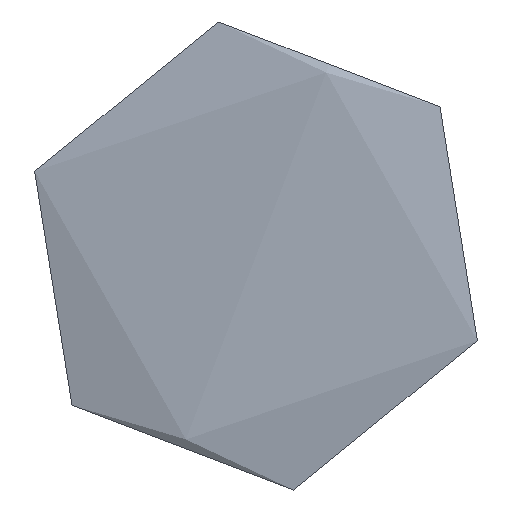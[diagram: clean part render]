
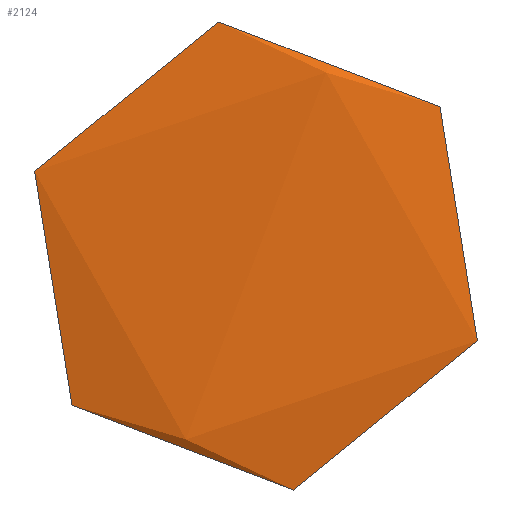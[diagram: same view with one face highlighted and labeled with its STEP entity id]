
A CAD part, left-side view. The second image highlights one B-rep face of the part: STEP entity #2124.
In plain terms, the highlighted free-form (B-spline) face has degree [1, 2] with [2, 9] control points.
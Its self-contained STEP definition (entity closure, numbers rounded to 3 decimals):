
#1626 = VERTEX_POINT('',#1627);
#1627 = CARTESIAN_POINT('',(35.,3.992,20.207));
#1632 = EDGE_CURVE('',#1633,#1626,#1635,.T.);
#1633 = VERTEX_POINT('',#1634);
#1634 = CARTESIAN_POINT('',(35.,3.992,-20.207));
#1635 = ( BOUNDED_CURVE() B_SPLINE_CURVE(2,(#1636,#1637,#1638),
.UNSPECIFIED.,.F.,.F.) B_SPLINE_CURVE_WITH_KNOTS((3,3),(
0.015,4.11),.PIECEWISE_BEZIER_KNOTS.) CURVE() 
GEOMETRIC_REPRESENTATION_ITEM() RATIONAL_B_SPLINE_CURVE((1.001,
1.156,1.001)) REPRESENTATION_ITEM('') );
#1636 = CARTESIAN_POINT('',(35.,3.992,-20.207));
#1637 = CARTESIAN_POINT('',(35.,-1.841,0.));
#1638 = CARTESIAN_POINT('',(35.,3.992,20.207));
#1662 = EDGE_CURVE('',#1663,#1633,#1665,.T.);
#1663 = VERTEX_POINT('',#1664);
#1664 = CARTESIAN_POINT('',(0.,3.992,
    -40.415));
#1665 = ( BOUNDED_CURVE() B_SPLINE_CURVE(2,(#1666,#1667,#1668),
.UNSPECIFIED.,.F.,.F.) B_SPLINE_CURVE_WITH_KNOTS((3,3),(
0.015,4.11),.PIECEWISE_BEZIER_KNOTS.) CURVE() 
GEOMETRIC_REPRESENTATION_ITEM() RATIONAL_B_SPLINE_CURVE((1.001,
1.156,1.001)) REPRESENTATION_ITEM('') );
#1666 = CARTESIAN_POINT('',(0.,3.992,
    -40.415));
#1667 = CARTESIAN_POINT('',(17.5,-1.841,
    -30.311));
#1668 = CARTESIAN_POINT('',(35.,3.992,-20.207));
#1692 = EDGE_CURVE('',#1693,#1663,#1695,.T.);
#1693 = VERTEX_POINT('',#1694);
#1694 = CARTESIAN_POINT('',(-35.,3.992,-20.207));
#1695 = ( BOUNDED_CURVE() B_SPLINE_CURVE(2,(#1696,#1697,#1698),
.UNSPECIFIED.,.F.,.F.) B_SPLINE_CURVE_WITH_KNOTS((3,3),(
0.015,4.11),.PIECEWISE_BEZIER_KNOTS.) CURVE() 
GEOMETRIC_REPRESENTATION_ITEM() RATIONAL_B_SPLINE_CURVE((1.001,
1.156,1.001)) REPRESENTATION_ITEM('') );
#1696 = CARTESIAN_POINT('',(-35.,3.992,-20.207));
#1697 = CARTESIAN_POINT('',(-17.5,-1.841,
    -30.311));
#1698 = CARTESIAN_POINT('',(0.,3.992,
    -40.415));
#1722 = VERTEX_POINT('',#1723);
#1723 = CARTESIAN_POINT('',(0.,3.992,
    40.415));
#1728 = EDGE_CURVE('',#1626,#1722,#1729,.T.);
#1729 = ( BOUNDED_CURVE() B_SPLINE_CURVE(2,(#1730,#1731,#1732),
.UNSPECIFIED.,.F.,.F.) B_SPLINE_CURVE_WITH_KNOTS((3,3),(
0.015,4.11),.PIECEWISE_BEZIER_KNOTS.) CURVE() 
GEOMETRIC_REPRESENTATION_ITEM() RATIONAL_B_SPLINE_CURVE((1.001,
1.156,1.001)) REPRESENTATION_ITEM('') );
#1730 = CARTESIAN_POINT('',(35.,3.992,20.207));
#1731 = CARTESIAN_POINT('',(17.5,-1.841,
    30.311));
#1732 = CARTESIAN_POINT('',(0.,3.992,
    40.415));
#1752 = EDGE_CURVE('',#1753,#1693,#1755,.T.);
#1753 = VERTEX_POINT('',#1754);
#1754 = CARTESIAN_POINT('',(-35.,0.866,
    0.));
#1755 = ( BOUNDED_CURVE() B_SPLINE_CURVE(2,(#1756,#1757,#1758),
.UNSPECIFIED.,.F.,.F.) B_SPLINE_CURVE_WITH_KNOTS((3,3),(2.062,
4.11),.PIECEWISE_BEZIER_KNOTS.) CURVE() 
GEOMETRIC_REPRESENTATION_ITEM() RATIONAL_B_SPLINE_CURVE((1.079,
1.079,1.001)) REPRESENTATION_ITEM('') );
#1756 = CARTESIAN_POINT('',(-35.,0.866,0.));
#1757 = CARTESIAN_POINT('',(-35.,0.866,-9.378));
#1758 = CARTESIAN_POINT('',(-35.,3.992,-20.207));
#1760 = EDGE_CURVE('',#1761,#1753,#1763,.T.);
#1761 = VERTEX_POINT('',#1762);
#1762 = CARTESIAN_POINT('',(-35.,3.992,20.207));
#1763 = ( BOUNDED_CURVE() B_SPLINE_CURVE(2,(#1764,#1765,#1766),
.UNSPECIFIED.,.F.,.F.) B_SPLINE_CURVE_WITH_KNOTS((3,3),(
0.015,2.062),.PIECEWISE_BEZIER_KNOTS.) CURVE() 
GEOMETRIC_REPRESENTATION_ITEM() RATIONAL_B_SPLINE_CURVE((1.001,
1.079,1.079)) REPRESENTATION_ITEM('') );
#1764 = CARTESIAN_POINT('',(-35.,3.992,20.207));
#1765 = CARTESIAN_POINT('',(-35.,0.866,9.378));
#1766 = CARTESIAN_POINT('',(-35.,0.866,0.));
#1796 = EDGE_CURVE('',#1722,#1761,#1797,.T.);
#1797 = ( BOUNDED_CURVE() B_SPLINE_CURVE(2,(#1798,#1799,#1800),
.UNSPECIFIED.,.F.,.F.) B_SPLINE_CURVE_WITH_KNOTS((3,3),(
0.015,4.11),.PIECEWISE_BEZIER_KNOTS.) CURVE() 
GEOMETRIC_REPRESENTATION_ITEM() RATIONAL_B_SPLINE_CURVE((1.001,
1.156,1.001)) REPRESENTATION_ITEM('') );
#1798 = CARTESIAN_POINT('',(0.,3.992,
    40.415));
#1799 = CARTESIAN_POINT('',(-17.5,-1.841,
    30.311));
#1800 = CARTESIAN_POINT('',(-35.,3.992,20.207));
#2124 = ADVANCED_FACE('',(#2125),#2160,.T.);
#2125 = FACE_BOUND('',#2126,.T.);
#2126 = EDGE_LOOP('',(#2127,#2139,#2147,#2152,#2153,#2154,#2155,#2156,
    #2157,#2158,#2159));
#2127 = ORIENTED_EDGE('',*,*,#2128,.F.);
#2128 = EDGE_CURVE('',#2129,#2131,#2133,.T.);
#2129 = VERTEX_POINT('',#2130);
#2130 = CARTESIAN_POINT('',(33.5,0.,0.));
#2131 = VERTEX_POINT('',#2132);
#2132 = CARTESIAN_POINT('',(-33.5,0.,0.));
#2133 = ( BOUNDED_CURVE() B_SPLINE_CURVE(2,(#2134,#2135,#2136,#2137,
#2138),.UNSPECIFIED.,.F.,.F.) B_SPLINE_CURVE_WITH_KNOTS((3,2,3),(0.,
1.571,3.142),.UNSPECIFIED.) CURVE() 
GEOMETRIC_REPRESENTATION_ITEM() RATIONAL_B_SPLINE_CURVE((1.,
0.707,1.,0.707,1.)) REPRESENTATION_ITEM('') );
#2134 = CARTESIAN_POINT('',(33.5,0.,0.));
#2135 = CARTESIAN_POINT('',(33.5,0.,33.5));
#2136 = CARTESIAN_POINT('',(0.,0.,33.5)
  );
#2137 = CARTESIAN_POINT('',(-33.5,0.,33.5));
#2138 = CARTESIAN_POINT('',(-33.5,0.,0.)
  );
#2139 = ORIENTED_EDGE('',*,*,#2140,.F.);
#2140 = EDGE_CURVE('',#2131,#2129,#2141,.T.);
#2141 = ( BOUNDED_CURVE() B_SPLINE_CURVE(2,(#2142,#2143,#2144,#2145,
#2146),.UNSPECIFIED.,.F.,.F.) B_SPLINE_CURVE_WITH_KNOTS((3,2,3),(
    3.142,4.712,6.283),
.PIECEWISE_BEZIER_KNOTS.) CURVE() GEOMETRIC_REPRESENTATION_ITEM() 
RATIONAL_B_SPLINE_CURVE((1.,0.707,1.,0.707,1.)) 
REPRESENTATION_ITEM('') );
#2142 = CARTESIAN_POINT('',(-33.5,0.,0.)
  );
#2143 = CARTESIAN_POINT('',(-33.5,0.,-33.5));
#2144 = CARTESIAN_POINT('',(0.,0.,-33.5
    ));
#2145 = CARTESIAN_POINT('',(33.5,0.,-33.5));
#2146 = CARTESIAN_POINT('',(33.5,0.,0.)
  );
#2147 = ORIENTED_EDGE('',*,*,#2148,.T.);
#2148 = EDGE_CURVE('',#2131,#1753,#2149,.T.);
#2149 = B_SPLINE_CURVE_WITH_KNOTS('',1,(#2150,#2151),.UNSPECIFIED.,.F.,
  .F.,(2,2),(-0.109,-0.062),
  .PIECEWISE_BEZIER_KNOTS.);
#2150 = CARTESIAN_POINT('',(-33.5,0.,0.));
#2151 = CARTESIAN_POINT('',(-35.,0.866,
    0.));
#2152 = ORIENTED_EDGE('',*,*,#1752,.T.);
#2153 = ORIENTED_EDGE('',*,*,#1692,.T.);
#2154 = ORIENTED_EDGE('',*,*,#1662,.T.);
#2155 = ORIENTED_EDGE('',*,*,#1632,.T.);
#2156 = ORIENTED_EDGE('',*,*,#1728,.T.);
#2157 = ORIENTED_EDGE('',*,*,#1796,.T.);
#2158 = ORIENTED_EDGE('',*,*,#1760,.T.);
#2159 = ORIENTED_EDGE('',*,*,#2148,.F.);
#2160 = ( BOUNDED_SURFACE() B_SPLINE_SURFACE(1,2,(
    (#2161,#2162,#2163,#2164,#2165,#2166,#2167,#2168,#2169)
    ,(#2170,#2171,#2172,#2173,#2174,#2175,#2176,#2177,#2178
)),.UNSPECIFIED.,.F.,.T.,.F.) B_SPLINE_SURFACE_WITH_KNOTS((2,2),(1,2,2,2
    ,2,2,1),(-0.107,0.109),(-4.712,
    -3.142,-1.571,0.,1.571,3.142,
4.712),.UNSPECIFIED.) GEOMETRIC_REPRESENTATION_ITEM() 
RATIONAL_B_SPLINE_SURFACE((
    (1.,0.707,1.,0.707,1.,0.707,1.
      ,0.707,1.)
    ,(1.,0.707,1.,0.707,1.,0.707,1.
,0.707,1.))) REPRESENTATION_ITEM('') SURFACE() );
#2161 = CARTESIAN_POINT('',(-33.5,0.,0.));
#2162 = CARTESIAN_POINT('',(-33.5,0.,-33.5));
#2163 = CARTESIAN_POINT('',(0.,0.,-33.5));
#2164 = CARTESIAN_POINT('',(33.5,0.,-33.5));
#2165 = CARTESIAN_POINT('',(33.5,0.,0.));
#2166 = CARTESIAN_POINT('',(33.5,0.,33.5));
#2167 = CARTESIAN_POINT('',(0.,0.,33.5));
#2168 = CARTESIAN_POINT('',(-33.5,0.,33.5));
#2169 = CARTESIAN_POINT('',(-33.5,0.,0.));
#2170 = CARTESIAN_POINT('',(-40.415,3.992,0.));
#2171 = CARTESIAN_POINT('',(-40.415,3.992,
    -40.415));
#2172 = CARTESIAN_POINT('',(0.,3.992,-40.415));
#2173 = CARTESIAN_POINT('',(40.415,3.992,
    -40.415));
#2174 = CARTESIAN_POINT('',(40.415,3.992,0.));
#2175 = CARTESIAN_POINT('',(40.415,3.992,
    40.415));
#2176 = CARTESIAN_POINT('',(0.,3.992,40.415));
#2177 = CARTESIAN_POINT('',(-40.415,3.992,
    40.415));
#2178 = CARTESIAN_POINT('',(-40.415,3.992,0.));
